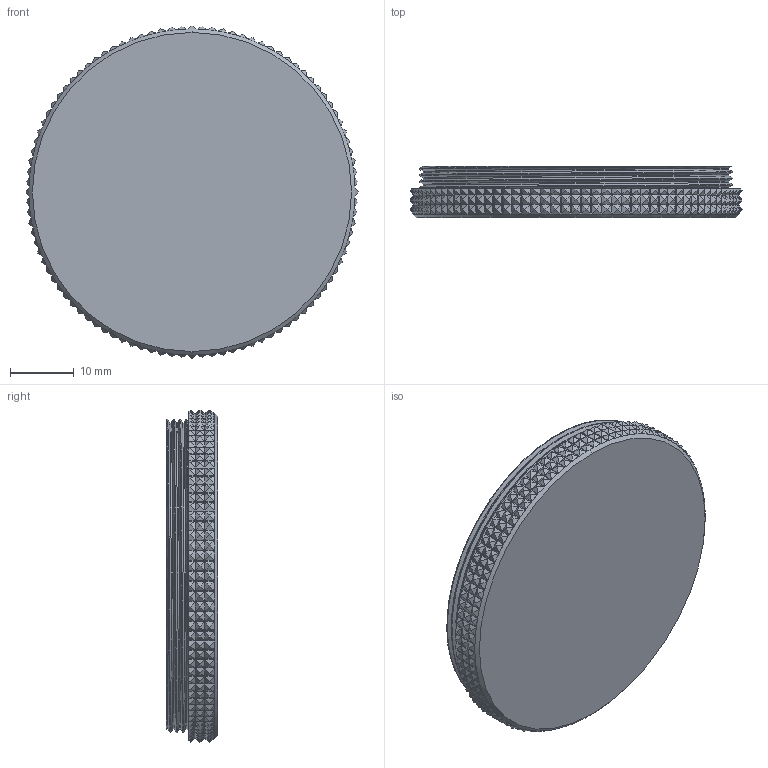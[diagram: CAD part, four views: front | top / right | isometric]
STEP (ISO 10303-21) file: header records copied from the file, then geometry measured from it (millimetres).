
FILE_DESCRIPTION (( 'STEP AP203' ), '1' );
FILE_NAME ('P4 sc.STEP', '2021-05-08T19:02:52', ( '' ), ( '' ), 'SwSTEP 2.0', 'SolidWorks 2020', '' );
FILE_SCHEMA (( 'CONFIG_CONTROL_DESIGN' ));
Length unit declared in the file: millimetre
Products named in the file (1): P4 sc
Bounding box: 52 x 8 x 52 mm (x, y, z)
Volume: 4930.6 mm3; surface area: 6725.3 mm2
Topology: 1 solids, 1 shells, 1419 faces, 2744 edges, 1329 vertices
Faces by surface type: plane 1304, cylinder 110, bspline 3, cone 2
Entity records: 34585 total; most frequent: CARTESIAN_POINT 6760, DIRECTION 5753, ORIENTED_EDGE 5488, EDGE_CURVE 2744, LINE 2299, VECTOR 2299, AXIS2_PLACEMENT_3D 1727, EDGE_LOOP 1421
